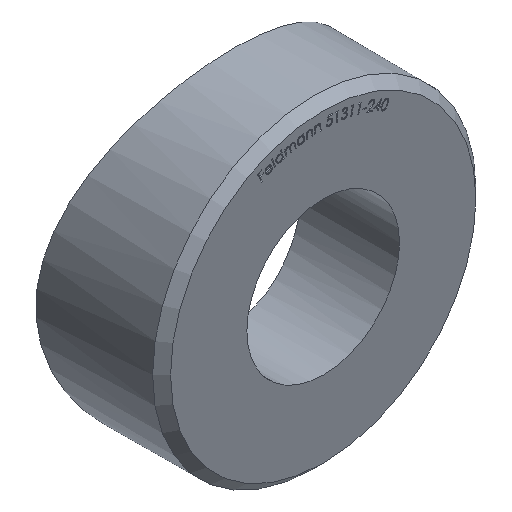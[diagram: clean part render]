
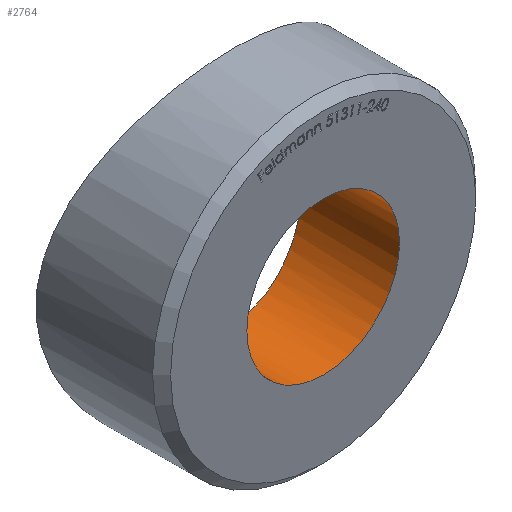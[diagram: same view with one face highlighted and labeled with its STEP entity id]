
A CAD part, isometric view. The second image highlights one B-rep face of the part: STEP entity #2764.
In plain terms, the highlighted cylindrical face has radius 4.25 mm (diameter 8.5 mm), a full revolution.
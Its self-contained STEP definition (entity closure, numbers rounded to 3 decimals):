
#125 = VERTEX_POINT ( 'NONE', #6212 ) ;
#356 = AXIS2_PLACEMENT_3D ( 'NONE', #2181, #10741, #711 ) ;
#533 = CARTESIAN_POINT ( 'NONE',  ( -1.37, 5.043, 4.033 ) ) ;
#570 = CARTESIAN_POINT ( 'NONE',  ( -2.13, 5.106, 3.688 ) ) ;
#606 = CARTESIAN_POINT ( 'NONE',  ( 4.033, 5.387, 1.369 ) ) ;
#673 = CARTESIAN_POINT ( 'NONE',  ( 0.562, 5.006, 4.222 ) ) ;
#711 = DIRECTION ( 'NONE',  ( 0., 0., -1. ) ) ;
#749 = CARTESIAN_POINT ( 'NONE',  ( -0.282, 5., -4.25 ) ) ;
#797 = EDGE_LOOP ( 'NONE', ( #9065 ) ) ;
#834 = CARTESIAN_POINT ( 'NONE',  ( -3.203, 5.242, -2.807 ) ) ;
#1423 = CARTESIAN_POINT ( 'NONE',  ( 1.887, 5.083, -3.818 ) ) ;
#1459 = CARTESIAN_POINT ( 'NONE',  ( 2.135, 5.107, 3.685 ) ) ;
#1495 = CARTESIAN_POINT ( 'NONE',  ( 2.595, 5.158, 3.377 ) ) ;
#1528 = CARTESIAN_POINT ( 'NONE',  ( 2.808, 5.186, 3.202 ) ) ;
#1568 = CARTESIAN_POINT ( 'NONE',  ( 1.108, 5.027, 4.113 ) ) ;
#1691 = CARTESIAN_POINT ( 'NONE',  ( -1.378, 5.043, -4.03 ) ) ;
#2061 = FACE_OUTER_BOUND ( 'NONE', #797, .T. ) ;
#2181 = CARTESIAN_POINT ( 'NONE',  ( 0., 7.576, 0. ) ) ;
#2351 = CARTESIAN_POINT ( 'NONE',  ( 4.031, 5.387, -1.374 ) ) ;
#2382 = CARTESIAN_POINT ( 'NONE',  ( -2.807, 5.186, 3.204 ) ) ;
#2450 = CARTESIAN_POINT ( 'NONE',  ( 4.114, 5.403, 1.103 ) ) ;
#2570 = CARTESIAN_POINT ( 'NONE',  ( -4.033, 5.387, -1.37 ) ) ;
#2612 = CARTESIAN_POINT ( 'NONE',  ( -1.108, 5.027, -4.113 ) ) ;
#2650 = CARTESIAN_POINT ( 'NONE',  ( -3.82, 5.347, -1.883 ) ) ;
#2764 = ADVANCED_FACE ( 'NONE', ( #7253, #2061 ), #9028, .F. ) ;
#3188 = CARTESIAN_POINT ( 'NONE',  ( -4.031, 5.387, 1.375 ) ) ;
#3222 = CARTESIAN_POINT ( 'NONE',  ( -4.25, 5.43, -0.278 ) ) ;
#3327 = CARTESIAN_POINT ( 'NONE',  ( 0.279, 5., 4.25 ) ) ;
#3402 = EDGE_CURVE ( 'NONE', #125, #125, #4786, .T. ) ;
#3970 = EDGE_LOOP ( 'NONE', ( #7749 ) ) ;
#4078 = CARTESIAN_POINT ( 'NONE',  ( 3.687, 5.322, 2.132 ) ) ;
#4116 = CARTESIAN_POINT ( 'NONE',  ( 2.81, 5.186, -3.2 ) ) ;
#4149 = CARTESIAN_POINT ( 'NONE',  ( 0., 5., -4.25 ) ) ;
#4187 = CARTESIAN_POINT ( 'NONE',  ( 3.38, 5.271, 2.592 ) ) ;
#4221 = CARTESIAN_POINT ( 'NONE',  ( 0.282, 5., -4.25 ) ) ;
#4264 = CARTESIAN_POINT ( 'NONE',  ( -3.69, 5.323, -2.127 ) ) ;
#4369 = CARTESIAN_POINT ( 'NONE',  ( 0., 0., -4.25 ) ) ;
#4379 = CARTESIAN_POINT ( 'NONE',  ( -1.889, 5.083, -3.817 ) ) ;
#4786 = B_SPLINE_CURVE_WITH_KNOTS ( 'NONE', 3,
 ( #4149, #4221, #7690, #8463, #5951, #1423, #5910, #9451, #4116, #5057, #6813, #9413, #8597, #2351, #10239, #7657, #5874, #5018, #9309, #2450, #606, #10169, #4078, #4187, #8565, #1528, #1495, #1459, #10274, #11151, #1568, #673, #3327, #10997, #5803, #8493, #533, #7620, #570, #6668, #2382, #10202, #8527, #11110, #7545, #3188, #6707, #4938, #11032, #3222, #9344, #9529, #2570, #2650, #4264, #5166, #834, #9641, #6964, #6019, #4379, #1691, #2612, #8749, #749, #5981 ),
 .UNSPECIFIED., .T., .F.,
 ( 4, 2, 2, 2, 2, 2, 2, 2, 2, 2, 2, 2, 2, 2, 2, 2, 2, 2, 2, 2, 2, 2, 2, 2, 2, 2, 2, 2, 2, 2, 2, 2, 4 ),
 ( 0., 0.001, 0.002, 0.002, 0.003, 0.004, 0.005, 0.006, 0.007, 0.007, 0.008, 0.009, 0.01, 0.011, 0.012, 0.012, 0.013, 0.014, 0.015, 0.016, 0.017, 0.017, 0.018, 0.019, 0.02, 0.021, 0.022, 0.022, 0.023, 0.024, 0.025, 0.026, 0.027 ),
 .UNSPECIFIED. ) ;
#4938 = CARTESIAN_POINT ( 'NONE',  ( -4.222, 5.425, 0.562 ) ) ;
#5018 = CARTESIAN_POINT ( 'NONE',  ( 4.25, 5.43, 0.275 ) ) ;
#5057 = CARTESIAN_POINT ( 'NONE',  ( 3.201, 5.242, -2.809 ) ) ;
#5166 = CARTESIAN_POINT ( 'NONE',  ( -3.381, 5.271, -2.59 ) ) ;
#5496 = VERTEX_POINT ( 'NONE', #4369 ) ;
#5803 = CARTESIAN_POINT ( 'NONE',  ( -0.553, 5.005, 4.223 ) ) ;
#5874 = CARTESIAN_POINT ( 'NONE',  ( 4.25, 5.43, -0.28 ) ) ;
#5910 = CARTESIAN_POINT ( 'NONE',  ( 2.131, 5.106, -3.688 ) ) ;
#5951 = CARTESIAN_POINT ( 'NONE',  ( 1.373, 5.043, -4.032 ) ) ;
#5981 = CARTESIAN_POINT ( 'NONE',  ( 0., 5., -4.25 ) ) ;
#6019 = CARTESIAN_POINT ( 'NONE',  ( -2.133, 5.106, -3.687 ) ) ;
#6212 = CARTESIAN_POINT ( 'NONE',  ( 0., 5., -4.25 ) ) ;
#6430 = EDGE_CURVE ( 'NONE', #5496, #5496, #8176, .T. ) ;
#6668 = CARTESIAN_POINT ( 'NONE',  ( -2.593, 5.158, 3.379 ) ) ;
#6707 = CARTESIAN_POINT ( 'NONE',  ( -4.113, 5.403, 1.106 ) ) ;
#6813 = CARTESIAN_POINT ( 'NONE',  ( 3.377, 5.27, -2.596 ) ) ;
#6964 = CARTESIAN_POINT ( 'NONE',  ( -2.598, 5.159, -3.375 ) ) ;
#7253 = FACE_OUTER_BOUND ( 'NONE', #3970, .T. ) ;
#7352 = CARTESIAN_POINT ( 'NONE',  ( 0., 0., 0. ) ) ;
#7545 = CARTESIAN_POINT ( 'NONE',  ( -3.817, 5.346, 1.89 ) ) ;
#7620 = CARTESIAN_POINT ( 'NONE',  ( -1.882, 5.082, 3.821 ) ) ;
#7657 = CARTESIAN_POINT ( 'NONE',  ( 4.223, 5.425, -0.557 ) ) ;
#7690 = CARTESIAN_POINT ( 'NONE',  ( 0.558, 5.006, -4.222 ) ) ;
#7749 = ORIENTED_EDGE ( 'NONE', *, *, #6430, .T. ) ;
#8176 = CIRCLE ( 'NONE', #9401, 4.25 ) ;
#8249 = DIRECTION ( 'NONE',  ( 0., -1., 0. ) ) ;
#8463 = CARTESIAN_POINT ( 'NONE',  ( 1.102, 5.027, -4.114 ) ) ;
#8493 = CARTESIAN_POINT ( 'NONE',  ( -1.103, 5.027, 4.114 ) ) ;
#8527 = CARTESIAN_POINT ( 'NONE',  ( -3.378, 5.27, 2.594 ) ) ;
#8565 = CARTESIAN_POINT ( 'NONE',  ( 3.203, 5.242, 2.807 ) ) ;
#8597 = CARTESIAN_POINT ( 'NONE',  ( 3.819, 5.347, -1.885 ) ) ;
#8749 = CARTESIAN_POINT ( 'NONE',  ( -0.559, 5.006, -4.222 ) ) ;
#9028 = CYLINDRICAL_SURFACE ( 'NONE', #356, 4.25 ) ;
#9065 = ORIENTED_EDGE ( 'NONE', *, *, #3402, .F. ) ;
#9309 = CARTESIAN_POINT ( 'NONE',  ( 4.222, 5.425, 0.558 ) ) ;
#9344 = CARTESIAN_POINT ( 'NONE',  ( -4.223, 5.425, -0.554 ) ) ;
#9401 = AXIS2_PLACEMENT_3D ( 'NONE', #7352, #8249, #9871 ) ;
#9413 = CARTESIAN_POINT ( 'NONE',  ( 3.687, 5.323, -2.131 ) ) ;
#9451 = CARTESIAN_POINT ( 'NONE',  ( 2.592, 5.158, -3.379 ) ) ;
#9529 = CARTESIAN_POINT ( 'NONE',  ( -4.115, 5.403, -1.099 ) ) ;
#9641 = CARTESIAN_POINT ( 'NONE',  ( -2.812, 5.186, -3.198 ) ) ;
#9871 = DIRECTION ( 'NONE',  ( 0., 0., -1. ) ) ;
#10169 = CARTESIAN_POINT ( 'NONE',  ( 3.82, 5.347, 1.884 ) ) ;
#10202 = CARTESIAN_POINT ( 'NONE',  ( -3.199, 5.242, 2.812 ) ) ;
#10239 = CARTESIAN_POINT ( 'NONE',  ( 4.113, 5.403, -1.106 ) ) ;
#10274 = CARTESIAN_POINT ( 'NONE',  ( 1.886, 5.083, 3.819 ) ) ;
#10741 = DIRECTION ( 'NONE',  ( 0., -1., 0. ) ) ;
#10997 = CARTESIAN_POINT ( 'NONE',  ( -0.276, 5., 4.25 ) ) ;
#11032 = CARTESIAN_POINT ( 'NONE',  ( -4.25, 5.43, 0.284 ) ) ;
#11110 = CARTESIAN_POINT ( 'NONE',  ( -3.686, 5.322, 2.134 ) ) ;
#11151 = CARTESIAN_POINT ( 'NONE',  ( 1.373, 5.043, 4.032 ) ) ;
